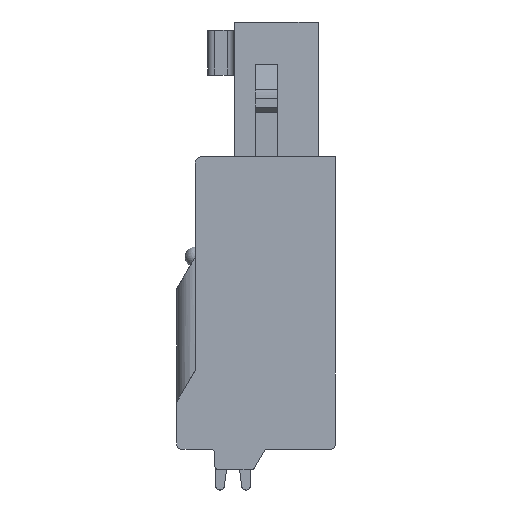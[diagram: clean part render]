
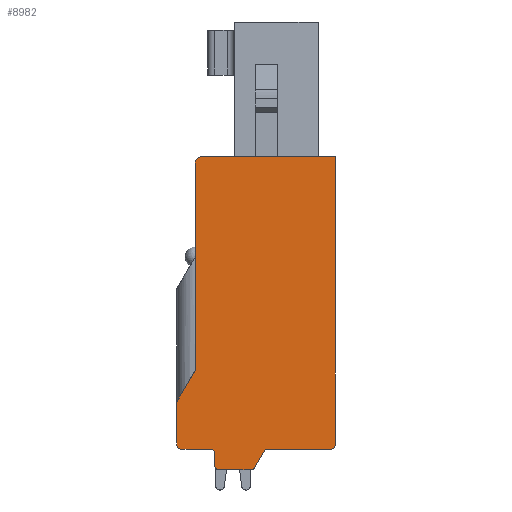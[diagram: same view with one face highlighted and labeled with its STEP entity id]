
A CAD part, front view. The second image highlights one B-rep face of the part: STEP entity #8982.
In plain terms, the highlighted planar face has unit normal (0, -1, 0).
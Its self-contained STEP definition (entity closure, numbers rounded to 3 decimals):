
#845=DIRECTION('',(0.,0.,-1.));
#846=VECTOR('',#845,10.141);
#847=CARTESIAN_POINT('',(-6.85,0.,-0.3));
#848=LINE('',#847,#846);
#974=DIRECTION('',(0.,0.,-1.));
#975=VECTOR('',#974,2.1);
#976=CARTESIAN_POINT('',(-7.75,0.,-12.));
#977=LINE('',#976,#975);
#990=DIRECTION('',(1.,0.,0.));
#991=VECTOR('',#990,1.45);
#992=CARTESIAN_POINT('',(-7.55,0.,-14.3));
#993=LINE('',#992,#991);
#998=DIRECTION('',(1.,0.,0.));
#999=VECTOR('',#998,3.107);
#1000=CARTESIAN_POINT('',(-3.307,0.,-14.3));
#1001=LINE('',#1000,#999);
#1142=DIRECTION('',(0.,0.,1.));
#1143=VECTOR('',#1142,14.1);
#1144=CARTESIAN_POINT('',(0.,0.,-14.1));
#1145=LINE('',#1144,#1143);
#1710=DIRECTION('',(1.,0.,0.));
#1711=VECTOR('',#1710,6.55);
#1712=CARTESIAN_POINT('',(-6.55,0.,0.));
#1713=LINE('',#1712,#1711);
#1714=CARTESIAN_POINT('',(-0.2,0.,-14.1));
#1715=DIRECTION('',(0.,1.,0.));
#1716=DIRECTION('',(1.,0.,0.));
#1717=AXIS2_PLACEMENT_3D('',#1714,#1715,#1716);
#1719=CARTESIAN_POINT('',(-3.307,0.,-14.5));
#1720=DIRECTION('',(0.,-1.,0.));
#1721=DIRECTION('',(0.,0.,1.));
#1722=AXIS2_PLACEMENT_3D('',#1719,#1720,#1721);
#1724=DIRECTION('',(-0.5,0.,-0.866));
#1725=VECTOR('',#1724,0.924);
#1726=CARTESIAN_POINT('',(-3.48,0.,-14.4));
#1727=LINE('',#1726,#1725);
#1728=CARTESIAN_POINT('',(-4.115,0.,-15.1));
#1729=DIRECTION('',(0.,1.,0.));
#1730=DIRECTION('',(0.866,0.,-0.5));
#1731=AXIS2_PLACEMENT_3D('',#1728,#1729,#1730);
#1733=CARTESIAN_POINT('',(-5.7,0.,-15.1));
#1734=DIRECTION('',(0.,1.,0.));
#1735=DIRECTION('',(0.,0.,-1.));
#1736=AXIS2_PLACEMENT_3D('',#1733,#1734,#1735);
#1738=CARTESIAN_POINT('',(-6.1,0.,-14.5));
#1739=DIRECTION('',(0.,-1.,0.));
#1740=DIRECTION('',(1.,0.,0.));
#1741=AXIS2_PLACEMENT_3D('',#1738,#1739,#1740);
#1743=CARTESIAN_POINT('',(-7.55,0.,-14.1));
#1744=DIRECTION('',(0.,1.,0.));
#1745=DIRECTION('',(0.,0.,-1.));
#1746=AXIS2_PLACEMENT_3D('',#1743,#1744,#1745);
#1748=DIRECTION('',(0.5,0.,0.866));
#1749=VECTOR('',#1748,1.8);
#1750=CARTESIAN_POINT('',(-7.75,0.,-12.));
#1751=LINE('',#1750,#1749);
#1752=CARTESIAN_POINT('',(-6.55,0.,-0.3));
#1753=DIRECTION('',(0.,1.,0.));
#1754=DIRECTION('',(-1.,0.,0.));
#1755=AXIS2_PLACEMENT_3D('',#1752,#1753,#1754);
#1805=DIRECTION('',(0.,0.,-1.));
#1806=VECTOR('',#1805,0.6);
#1807=CARTESIAN_POINT('',(-5.9,0.,-14.5));
#1808=LINE('',#1807,#1806);
#1817=DIRECTION('',(1.,0.,0.));
#1818=VECTOR('',#1817,1.585);
#1819=CARTESIAN_POINT('',(-5.7,0.,-15.3));
#1820=LINE('',#1819,#1818);
#5483=CARTESIAN_POINT('',(-6.85,0.,-0.3));
#5484=VERTEX_POINT('',#5483);
#5485=CARTESIAN_POINT('',(-6.85,0.,-10.441));
#5486=VERTEX_POINT('',#5485);
#5552=CARTESIAN_POINT('',(-7.75,0.,-12.));
#5553=VERTEX_POINT('',#5552);
#5554=CARTESIAN_POINT('',(-7.75,0.,-14.1));
#5555=VERTEX_POINT('',#5554);
#5556=CARTESIAN_POINT('',(-7.55,0.,-14.3));
#5557=VERTEX_POINT('',#5556);
#5558=CARTESIAN_POINT('',(-6.1,0.,-14.3));
#5559=VERTEX_POINT('',#5558);
#5564=CARTESIAN_POINT('',(-3.307,0.,-14.3));
#5565=VERTEX_POINT('',#5564);
#5566=CARTESIAN_POINT('',(-0.2,0.,-14.3));
#5567=VERTEX_POINT('',#5566);
#5624=CARTESIAN_POINT('',(0.,0.,-14.1));
#5625=VERTEX_POINT('',#5624);
#5626=CARTESIAN_POINT('',(0.,0.,0.));
#5627=VERTEX_POINT('',#5626);
#5628=CARTESIAN_POINT('',(-6.55,0.,0.));
#5629=VERTEX_POINT('',#5628);
#5664=CARTESIAN_POINT('',(-3.48,0.,-14.4));
#5665=VERTEX_POINT('',#5664);
#5666=CARTESIAN_POINT('',(-3.942,0.,-15.2));
#5667=VERTEX_POINT('',#5666);
#5668=CARTESIAN_POINT('',(-4.115,0.,-15.3));
#5669=VERTEX_POINT('',#5668);
#5670=CARTESIAN_POINT('',(-5.7,0.,-15.3));
#5671=VERTEX_POINT('',#5670);
#5672=CARTESIAN_POINT('',(-5.9,0.,-15.1));
#5673=VERTEX_POINT('',#5672);
#5674=CARTESIAN_POINT('',(-5.9,0.,-14.5));
#5675=VERTEX_POINT('',#5674);
#8949=CARTESIAN_POINT('',(0.,0.,0.));
#8950=DIRECTION('',(0.,1.,0.));
#8951=DIRECTION('',(1.,0.,0.));
#8952=AXIS2_PLACEMENT_3D('',#8949,#8950,#8951);
#8953=PLANE('',#8952);
#8954=ORIENTED_EDGE('',*,*,#8311,.T.);
#8955=ORIENTED_EDGE('',*,*,#8274,.F.);
#8956=ORIENTED_EDGE('',*,*,#8259,.T.);
#8957=ORIENTED_EDGE('',*,*,#8098,.F.);
#8959=ORIENTED_EDGE('',*,*,#8958,.T.);
#8961=ORIENTED_EDGE('',*,*,#8960,.T.);
#8963=ORIENTED_EDGE('',*,*,#8962,.T.);
#8965=ORIENTED_EDGE('',*,*,#8964,.F.);
#8967=ORIENTED_EDGE('',*,*,#8966,.T.);
#8969=ORIENTED_EDGE('',*,*,#8968,.F.);
#8971=ORIENTED_EDGE('',*,*,#8970,.T.);
#8972=ORIENTED_EDGE('',*,*,#8090,.F.);
#8973=ORIENTED_EDGE('',*,*,#8067,.T.);
#8974=ORIENTED_EDGE('',*,*,#8052,.F.);
#8976=ORIENTED_EDGE('',*,*,#8975,.T.);
#8977=ORIENTED_EDGE('',*,*,#7904,.F.);
#8979=ORIENTED_EDGE('',*,*,#8978,.T.);
#8980=EDGE_LOOP('',(#8954,#8955,#8956,#8957,#8959,#8961,#8963,#8965,#8967,#8969,
#8971,#8972,#8973,#8974,#8976,#8977,#8979));
#8981=FACE_OUTER_BOUND('',#8980,.F.);
#1718=CIRCLE('',#1717,0.2);
#1723=CIRCLE('',#1722,0.2);
#1732=CIRCLE('',#1731,0.2);
#1737=CIRCLE('',#1736,0.2);
#1742=CIRCLE('',#1741,0.2);
#1747=CIRCLE('',#1746,0.2);
#1756=CIRCLE('',#1755,0.3);
#7904=EDGE_CURVE('',#5484,#5486,#848,.T.);
#8052=EDGE_CURVE('',#5553,#5555,#977,.T.);
#8067=EDGE_CURVE('',#5557,#5555,#1747,.T.);
#8090=EDGE_CURVE('',#5557,#5559,#993,.T.);
#8098=EDGE_CURVE('',#5565,#5567,#1001,.T.);
#8259=EDGE_CURVE('',#5625,#5567,#1718,.T.);
#8274=EDGE_CURVE('',#5625,#5627,#1145,.T.);
#8311=EDGE_CURVE('',#5629,#5627,#1713,.T.);
#8958=EDGE_CURVE('',#5565,#5665,#1723,.T.);
#8960=EDGE_CURVE('',#5665,#5667,#1727,.T.);
#8962=EDGE_CURVE('',#5667,#5669,#1732,.T.);
#8964=EDGE_CURVE('',#5671,#5669,#1820,.T.);
#8966=EDGE_CURVE('',#5671,#5673,#1737,.T.);
#8968=EDGE_CURVE('',#5675,#5673,#1808,.T.);
#8970=EDGE_CURVE('',#5675,#5559,#1742,.T.);
#8975=EDGE_CURVE('',#5553,#5486,#1751,.T.);
#8978=EDGE_CURVE('',#5484,#5629,#1756,.T.);
#8982=ADVANCED_FACE('',(#8981),#8953,.F.);
